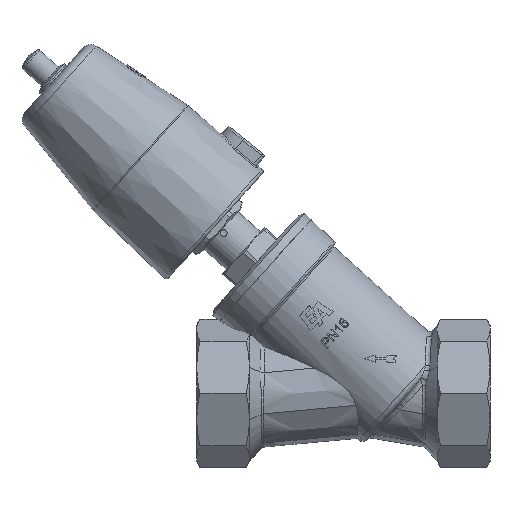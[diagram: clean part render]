
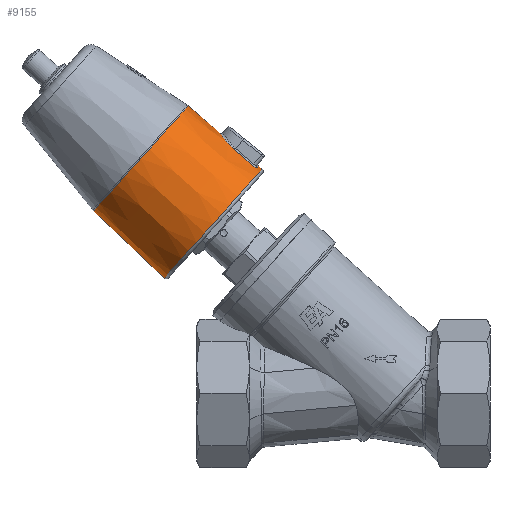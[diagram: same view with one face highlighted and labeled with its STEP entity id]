
A CAD part, front view. The second image highlights one B-rep face of the part: STEP entity #9155.
In plain terms, the highlighted conical face has half-angle 1.5 degrees and reference radius 36.808 mm.
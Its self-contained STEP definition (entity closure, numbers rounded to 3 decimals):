
#202=CONICAL_SURFACE('',#10212,36.808,0.026);
#269=FACE_BOUND('',#3255,.T.);
#564=B_SPLINE_CURVE_WITH_KNOTS('',3,(#20091,#20092,#20093,#20094),
 .UNSPECIFIED.,.F.,.F.,(4,4),(1.013,1.021),
 .UNSPECIFIED.);
#565=B_SPLINE_CURVE_WITH_KNOTS('',3,(#20126,#20127,#20128,#20129,#20130,
#20131),.UNSPECIFIED.,.F.,.F.,(4,1,1,4),(-0.409,-0.292,
-0.175,0.),.UNSPECIFIED.);
#567=B_SPLINE_CURVE_WITH_KNOTS('',3,(#20192,#20193,#20194,#20195,#20196,
#20197,#20198,#20199,#20200,#20201),.UNSPECIFIED.,.F.,.F.,(4,1,1,1,1,1,
1,4),(-3.528,-3.024,-2.52,-2.016,
-1.512,-1.008,-0.504,0.),
 .UNSPECIFIED.);
#568=B_SPLINE_CURVE_WITH_KNOTS('',3,(#20230,#20231,#20232,#20233),
 .UNSPECIFIED.,.F.,.F.,(4,4),(-1.021,-1.013),
 .UNSPECIFIED.);
#569=B_SPLINE_CURVE_WITH_KNOTS('',3,(#20259,#20260,#20261,#20262,#20263),
 .UNSPECIFIED.,.F.,.F.,(4,1,4),(-0.409,-0.175,0.),
 .UNSPECIFIED.);
#894=CIRCLE('',#10210,37.396);
#896=CIRCLE('',#10213,37.46);
#897=CIRCLE('',#10214,37.46);
#898=CIRCLE('',#10215,36.156);
#899=CIRCLE('',#10216,36.156);
#900=CIRCLE('',#10217,36.156);
#901=CIRCLE('',#10218,37.46);
#1517=LINE('',#20276,#1936);
#1936=VECTOR('',#12447,36.808);
#2679=FACE_OUTER_BOUND('',#3254,.T.);
#3254=EDGE_LOOP('',(#8285,#8286,#8287,#8288,#8289,#8290,#8291,#8292));
#3255=EDGE_LOOP('',(#8293,#8294,#8295,#8296,#8297,#8298));
#4304=VERTEX_POINT('',#20087);
#4305=VERTEX_POINT('',#20089);
#4306=VERTEX_POINT('',#20125);
#4308=VERTEX_POINT('',#20190);
#4309=VERTEX_POINT('',#20203);
#4311=VERTEX_POINT('',#20228);
#4312=VERTEX_POINT('',#20270);
#4313=VERTEX_POINT('',#20271);
#4314=VERTEX_POINT('',#20273);
#4315=VERTEX_POINT('',#20275);
#4316=VERTEX_POINT('',#20277);
#4317=VERTEX_POINT('',#20279);
#5652=EDGE_CURVE('',#4305,#4304,#564,.T.);
#5653=EDGE_CURVE('',#4304,#4306,#565,.T.);
#5657=EDGE_CURVE('',#4308,#4305,#567,.T.);
#5660=EDGE_CURVE('',#4306,#4309,#894,.T.);
#5662=EDGE_CURVE('',#4311,#4308,#568,.T.);
#5663=EDGE_CURVE('',#4309,#4311,#569,.T.);
#5665=EDGE_CURVE('',#4312,#4313,#896,.T.);
#5666=EDGE_CURVE('',#4314,#4312,#897,.T.);
#5667=EDGE_CURVE('',#4314,#4315,#1517,.T.);
#5668=EDGE_CURVE('',#4315,#4316,#898,.T.);
#5669=EDGE_CURVE('',#4316,#4317,#899,.T.);
#5670=EDGE_CURVE('',#4317,#4315,#900,.T.);
#5671=EDGE_CURVE('',#4313,#4314,#901,.T.);
#8285=ORIENTED_EDGE('',*,*,#5665,.F.);
#8286=ORIENTED_EDGE('',*,*,#5666,.F.);
#8287=ORIENTED_EDGE('',*,*,#5667,.T.);
#8288=ORIENTED_EDGE('',*,*,#5668,.T.);
#8289=ORIENTED_EDGE('',*,*,#5669,.T.);
#8290=ORIENTED_EDGE('',*,*,#5670,.T.);
#8291=ORIENTED_EDGE('',*,*,#5667,.F.);
#8292=ORIENTED_EDGE('',*,*,#5671,.F.);
#8293=ORIENTED_EDGE('',*,*,#5652,.F.);
#8294=ORIENTED_EDGE('',*,*,#5657,.F.);
#8295=ORIENTED_EDGE('',*,*,#5662,.F.);
#8296=ORIENTED_EDGE('',*,*,#5663,.F.);
#8297=ORIENTED_EDGE('',*,*,#5660,.F.);
#8298=ORIENTED_EDGE('',*,*,#5653,.F.);
#9155=ADVANCED_FACE('',(#2679,#269),#202,.T.);
#10210=AXIS2_PLACEMENT_3D('',#20207,#12437,#12438);
#10212=AXIS2_PLACEMENT_3D('',#20269,#12441,#12442);
#10213=AXIS2_PLACEMENT_3D('',#20272,#12443,#12444);
#10214=AXIS2_PLACEMENT_3D('',#20274,#12445,#12446);
#10215=AXIS2_PLACEMENT_3D('',#20278,#12448,#12449);
#10216=AXIS2_PLACEMENT_3D('',#20280,#12450,#12451);
#10217=AXIS2_PLACEMENT_3D('',#20281,#12452,#12453);
#10218=AXIS2_PLACEMENT_3D('',#20282,#12454,#12455);
#12437=DIRECTION('center_axis',(0.,1.,0.));
#12438=DIRECTION('ref_axis',(1.,0.,0.));
#12441=DIRECTION('center_axis',(0.,-1.,0.));
#12442=DIRECTION('ref_axis',(1.,0.,0.));
#12443=DIRECTION('center_axis',(0.,-1.,0.));
#12444=DIRECTION('ref_axis',(1.,0.,0.));
#12445=DIRECTION('center_axis',(0.,-1.,0.));
#12446=DIRECTION('ref_axis',(1.,0.,0.));
#12447=DIRECTION('',(0.026,1.,0.));
#12448=DIRECTION('center_axis',(0.,-1.,0.));
#12449=DIRECTION('ref_axis',(1.,0.,0.));
#12450=DIRECTION('center_axis',(0.,-1.,0.));
#12451=DIRECTION('ref_axis',(1.,0.,0.));
#12452=DIRECTION('center_axis',(0.,-1.,0.));
#12453=DIRECTION('ref_axis',(1.,0.,0.));
#12454=DIRECTION('center_axis',(0.,-1.,0.));
#12455=DIRECTION('ref_axis',(1.,0.,0.));
#20087=CARTESIAN_POINT('',(35.47,6.565,11.631));
#20089=CARTESIAN_POINT('',(35.273,18.894,11.19));
#20091=CARTESIAN_POINT('Ctrl Pts',(35.273,18.894,11.19));
#20092=CARTESIAN_POINT('Ctrl Pts',(35.339,14.795,11.337));
#20093=CARTESIAN_POINT('Ctrl Pts',(35.405,10.685,11.484));
#20094=CARTESIAN_POINT('Ctrl Pts',(35.47,6.565,11.631));
#20125=CARTESIAN_POINT('',(36.247,3.974,9.198));
#20126=CARTESIAN_POINT('Ctrl Pts',(35.47,6.565,11.631));
#20127=CARTESIAN_POINT('Ctrl Pts',(35.476,6.176,11.645));
#20128=CARTESIAN_POINT('Ctrl Pts',(35.55,5.387,11.489));
#20129=CARTESIAN_POINT('Ctrl Pts',(35.841,4.306,10.661));
#20130=CARTESIAN_POINT('Ctrl Pts',(36.107,3.974,9.75));
#20131=CARTESIAN_POINT('Ctrl Pts',(36.247,3.974,9.198));
#20190=CARTESIAN_POINT('',(35.273,18.894,-11.19));
#20192=CARTESIAN_POINT('Ctrl Pts',(35.273,18.894,-11.19));
#20193=CARTESIAN_POINT('Ctrl Pts',(35.246,20.572,-11.13));
#20194=CARTESIAN_POINT('Ctrl Pts',(35.435,23.905,-10.281));
#20195=CARTESIAN_POINT('Ctrl Pts',(36.16,27.866,-7.07));
#20196=CARTESIAN_POINT('Ctrl Pts',(36.736,30.06,-2.538));
#20197=CARTESIAN_POINT('Ctrl Pts',(36.74,30.067,2.522));
#20198=CARTESIAN_POINT('Ctrl Pts',(36.16,27.869,7.064));
#20199=CARTESIAN_POINT('Ctrl Pts',(35.438,23.917,10.274));
#20200=CARTESIAN_POINT('Ctrl Pts',(35.246,20.572,11.13));
#20201=CARTESIAN_POINT('Ctrl Pts',(35.273,18.894,11.19));
#20203=CARTESIAN_POINT('',(36.247,3.974,-9.198));
#20207=CARTESIAN_POINT('Origin',(0.,3.974,0.));
#20228=CARTESIAN_POINT('',(35.47,6.565,-11.631));
#20230=CARTESIAN_POINT('Ctrl Pts',(35.47,6.565,-11.631));
#20231=CARTESIAN_POINT('Ctrl Pts',(35.405,10.685,-11.484));
#20232=CARTESIAN_POINT('Ctrl Pts',(35.339,14.795,-11.337));
#20233=CARTESIAN_POINT('Ctrl Pts',(35.273,18.894,-11.19));
#20259=CARTESIAN_POINT('Ctrl Pts',(36.247,3.974,-9.198));
#20260=CARTESIAN_POINT('Ctrl Pts',(36.06,3.974,-9.933));
#20261=CARTESIAN_POINT('Ctrl Pts',(35.67,4.601,-11.203));
#20262=CARTESIAN_POINT('Ctrl Pts',(35.479,5.982,-11.652));
#20263=CARTESIAN_POINT('Ctrl Pts',(35.47,6.565,-11.631));
#20269=CARTESIAN_POINT('Origin',(0.,26.441,0.));
#20270=CARTESIAN_POINT('',(37.46,1.539,0.));
#20271=CARTESIAN_POINT('',(0.,1.539,37.46));
#20272=CARTESIAN_POINT('Origin',(0.,1.539,0.));
#20273=CARTESIAN_POINT('',(-37.46,1.539,0.));
#20274=CARTESIAN_POINT('Origin',(0.,1.539,0.));
#20275=CARTESIAN_POINT('',(-36.156,51.342,0.));
#20276=CARTESIAN_POINT('',(-36.808,26.441,0.));
#20277=CARTESIAN_POINT('',(36.156,51.342,0.));
#20278=CARTESIAN_POINT('Origin',(0.,51.342,0.));
#20279=CARTESIAN_POINT('',(0.,51.342,36.156));
#20280=CARTESIAN_POINT('Origin',(0.,51.342,0.));
#20281=CARTESIAN_POINT('Origin',(0.,51.342,0.));
#20282=CARTESIAN_POINT('Origin',(0.,1.539,0.));
